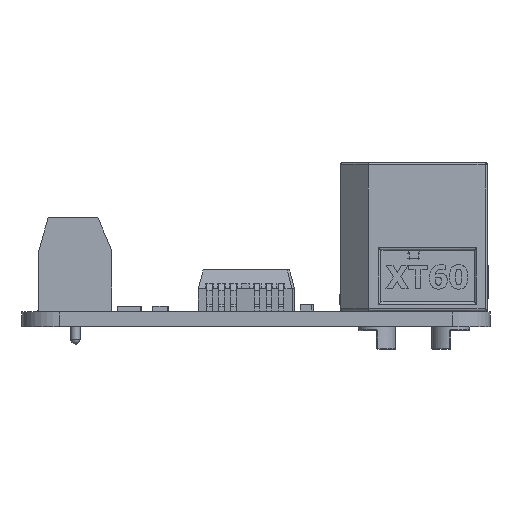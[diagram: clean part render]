
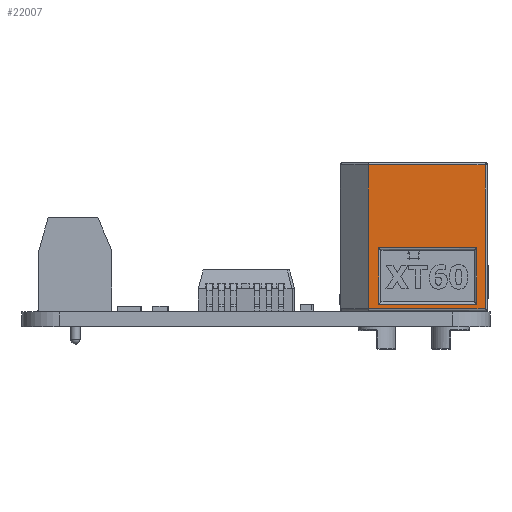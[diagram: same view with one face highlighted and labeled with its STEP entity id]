
A CAD part, front view. The second image highlights one B-rep face of the part: STEP entity #22007.
In plain terms, the highlighted face is planar.
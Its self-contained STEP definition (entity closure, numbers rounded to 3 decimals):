
#2076=FACE_BOUND('',#3802,.T.);
#2550=FACE_OUTER_BOUND('',#3801,.T.);
#3801=EDGE_LOOP('',(#15335,#15336,#15337,#15338));
#3802=EDGE_LOOP('',(#15339,#15340,#15341,#15342));
#5354=LINE('',#31942,#7236);
#5360=LINE('',#31964,#7242);
#5380=LINE('',#32030,#7262);
#5384=LINE('',#32044,#7266);
#5386=LINE('',#32050,#7268);
#5388=LINE('',#32056,#7270);
#5390=LINE('',#32059,#7272);
#5546=LINE('',#32916,#7428);
#7236=VECTOR('',#26032,1.);
#7242=VECTOR('',#26054,1.);
#7262=VECTOR('',#26130,1.);
#7266=VECTOR('',#26146,1.);
#7268=VECTOR('',#26152,1.);
#7270=VECTOR('',#26158,1.);
#7272=VECTOR('',#26162,1.);
#7428=VECTOR('',#26696,1.);
#9010=VERTEX_POINT('',#31934);
#9012=VERTEX_POINT('',#31940);
#9017=VERTEX_POINT('',#31953);
#9019=VERTEX_POINT('',#31960);
#9040=VERTEX_POINT('',#32038);
#9042=VERTEX_POINT('',#32042);
#9044=VERTEX_POINT('',#32048);
#9046=VERTEX_POINT('',#32054);
#11155=EDGE_CURVE('',#9012,#9010,#5354,.T.);
#11166=EDGE_CURVE('',#9017,#9019,#5360,.T.);
#11204=EDGE_CURVE('',#9019,#9012,#5380,.T.);
#11212=EDGE_CURVE('',#9042,#9040,#5384,.T.);
#11215=EDGE_CURVE('',#9044,#9042,#5386,.T.);
#11218=EDGE_CURVE('',#9046,#9044,#5388,.T.);
#11220=EDGE_CURVE('',#9040,#9046,#5390,.T.);
#11480=EDGE_CURVE('',#9010,#9017,#5546,.T.);
#15335=ORIENTED_EDGE('',*,*,#11155,.F.);
#15336=ORIENTED_EDGE('',*,*,#11204,.F.);
#15337=ORIENTED_EDGE('',*,*,#11166,.F.);
#15338=ORIENTED_EDGE('',*,*,#11480,.F.);
#15339=ORIENTED_EDGE('',*,*,#11220,.F.);
#15340=ORIENTED_EDGE('',*,*,#11212,.F.);
#15341=ORIENTED_EDGE('',*,*,#11215,.F.);
#15342=ORIENTED_EDGE('',*,*,#11218,.F.);
#20157=PLANE('',#23559);
#22007=ADVANCED_FACE('',(#2550,#2076),#20157,.T.);
#23559=AXIS2_PLACEMENT_3D('',#32915,#26694,#26695);
#26032=DIRECTION('',(-1.,0.,0.));
#26054=DIRECTION('',(1.,0.,0.));
#26130=DIRECTION('',(0.,1.,0.));
#26146=DIRECTION('',(-1.,0.,0.));
#26152=DIRECTION('',(0.,-1.,0.));
#26158=DIRECTION('',(1.,0.,0.));
#26162=DIRECTION('',(0.,1.,0.));
#26694=DIRECTION('center_axis',(0.,0.,
-1.));
#26695=DIRECTION('ref_axis',(0.,-1.,0.));
#26696=DIRECTION('',(0.,-1.,0.));
#31934=CARTESIAN_POINT('',(-4.864,15.625,-4.066));
#31940=CARTESIAN_POINT('',(7.622,15.625,-4.066));
#31942=CARTESIAN_POINT('',(7.622,15.625,-4.066));
#31953=CARTESIAN_POINT('',(-4.864,0.25,-4.066));
#31960=CARTESIAN_POINT('',(7.622,0.25,-4.066));
#31964=CARTESIAN_POINT('',(-4.864,0.25,-4.066));
#32030=CARTESIAN_POINT('',(7.622,0.25,-4.066));
#32038=CARTESIAN_POINT('',(-3.746,9.125,-4.066));
#32042=CARTESIAN_POINT('',(6.754,9.125,-4.066));
#32044=CARTESIAN_POINT('',(6.754,9.125,-4.066));
#32048=CARTESIAN_POINT('',(6.754,15.125,-4.066));
#32050=CARTESIAN_POINT('',(6.754,15.125,-4.066));
#32054=CARTESIAN_POINT('',(-3.746,15.125,-4.066));
#32056=CARTESIAN_POINT('',(-3.746,15.125,-4.066));
#32059=CARTESIAN_POINT('',(-3.746,9.125,-4.066));
#32915=CARTESIAN_POINT('Origin',(7.872,15.875,-4.066));
#32916=CARTESIAN_POINT('',(-4.864,15.625,-4.066));
